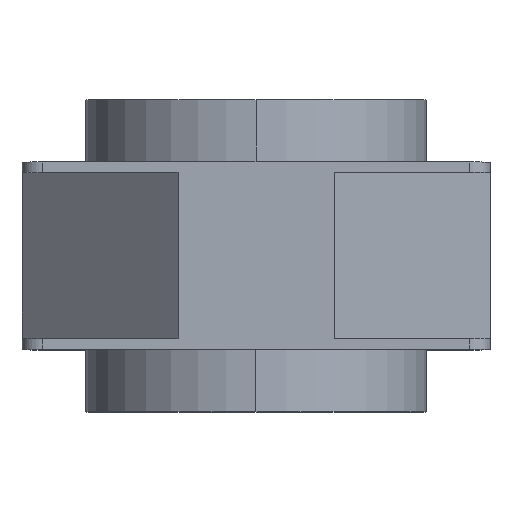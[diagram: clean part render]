
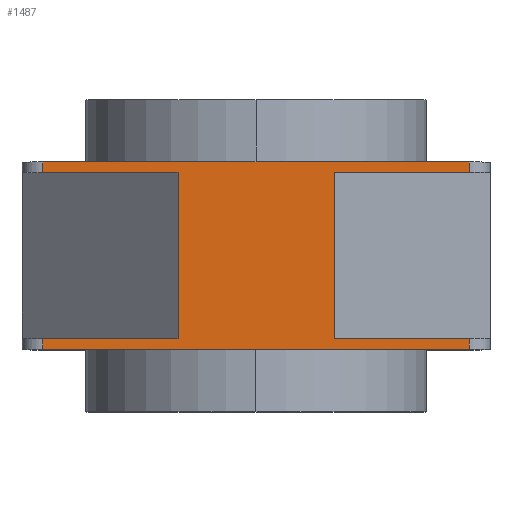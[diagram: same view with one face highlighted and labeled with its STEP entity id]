
A CAD part, top view. The second image highlights one B-rep face of the part: STEP entity #1487.
In plain terms, the highlighted planar face has unit normal (0, 0, 1).
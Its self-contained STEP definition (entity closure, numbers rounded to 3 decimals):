
#22 = EDGE_CURVE ( 'NONE', #263, #871, #230, .T. ) ;
#27 = EDGE_CURVE ( 'NONE', #93, #1205, #244, .T. ) ;
#32 = DIRECTION ( 'NONE',  ( 0., -1., 0. ) ) ;
#73 = CARTESIAN_POINT ( 'NONE',  ( 102.5, 85., 112.5 ) ) ;
#86 = DIRECTION ( 'NONE',  ( 1., 0., 0. ) ) ;
#93 = VERTEX_POINT ( 'NONE', #651 ) ;
#95 = VECTOR ( 'NONE', #1420, 1000. ) ;
#110 = CARTESIAN_POINT ( 'NONE',  ( 37.5, 5., 112.5 ) ) ;
#119 = ORIENTED_EDGE ( 'NONE', *, *, #27, .T. ) ;
#129 = DIRECTION ( 'NONE',  ( 1., 0., 0. ) ) ;
#144 = LINE ( 'NONE', #1280, #1600 ) ;
#178 = ORIENTED_EDGE ( 'NONE', *, *, #1478, .F. ) ;
#230 = LINE ( 'NONE', #415, #914 ) ;
#235 = ORIENTED_EDGE ( 'NONE', *, *, #1557, .F. ) ;
#244 = LINE ( 'NONE', #1380, #95 ) ;
#245 = ORIENTED_EDGE ( 'NONE', *, *, #340, .T. ) ;
#263 = VERTEX_POINT ( 'NONE', #1032 ) ;
#272 = CARTESIAN_POINT ( 'NONE',  ( -37.5, 5., 112.5 ) ) ;
#278 = DIRECTION ( 'NONE',  ( 1., 0., 0. ) ) ;
#293 = CARTESIAN_POINT ( 'NONE',  ( -102.5, 0., 112.5 ) ) ;
#309 = EDGE_LOOP ( 'NONE', ( #1960, #1850, #1639, #741, #119, #178, #235, #245, #1006, #828, #1525, #437 ) ) ;
#340 = EDGE_CURVE ( 'NONE', #1351, #723, #694, .T. ) ;
#341 = CARTESIAN_POINT ( 'NONE',  ( -102.5, 5., 112.5 ) ) ;
#350 = FACE_OUTER_BOUND ( 'NONE', #309, .T. ) ;
#355 = VERTEX_POINT ( 'NONE', #387 ) ;
#358 = CARTESIAN_POINT ( 'NONE',  ( -37.5, 85., 112.5 ) ) ;
#379 = CARTESIAN_POINT ( 'NONE',  ( -102.5, 5., 112.5 ) ) ;
#387 = CARTESIAN_POINT ( 'NONE',  ( 102.5, 0., 112.5 ) ) ;
#404 = VECTOR ( 'NONE', #278, 1000. ) ;
#415 = CARTESIAN_POINT ( 'NONE',  ( -102.5, 5., 112.5 ) ) ;
#422 = VERTEX_POINT ( 'NONE', #1524 ) ;
#437 = ORIENTED_EDGE ( 'NONE', *, *, #22, .T. ) ;
#438 = VECTOR ( 'NONE', #1349, 1000. ) ;
#441 = VECTOR ( 'NONE', #86, 1000. ) ;
#471 = VECTOR ( 'NONE', #652, 1000. ) ;
#510 = EDGE_CURVE ( 'NONE', #1945, #1682, #144, .T. ) ;
#528 = LINE ( 'NONE', #1485, #1999 ) ;
#544 = DIRECTION ( 'NONE',  ( 0., -1., 0. ) ) ;
#547 = DIRECTION ( 'NONE',  ( 1., 0., 0. ) ) ;
#594 = LINE ( 'NONE', #1455, #639 ) ;
#599 = DIRECTION ( 'NONE',  ( 0., -1., 0. ) ) ;
#611 = AXIS2_PLACEMENT_3D ( 'NONE', #341, #691, #544 ) ;
#639 = VECTOR ( 'NONE', #1790, 1000. ) ;
#651 = CARTESIAN_POINT ( 'NONE',  ( 37.5, 85., 112.5 ) ) ;
#652 = DIRECTION ( 'NONE',  ( 0., -1., 0. ) ) ;
#691 = DIRECTION ( 'NONE',  ( 0., 0., -1. ) ) ;
#694 = LINE ( 'NONE', #1957, #438 ) ;
#723 = VERTEX_POINT ( 'NONE', #1711 ) ;
#741 = ORIENTED_EDGE ( 'NONE', *, *, #1427, .F. ) ;
#808 = EDGE_CURVE ( 'NONE', #723, #1945, #1994, .T. ) ;
#817 = CARTESIAN_POINT ( 'NONE',  ( 102.5, 5., 112.5 ) ) ;
#827 = LINE ( 'NONE', #817, #471 ) ;
#828 = ORIENTED_EDGE ( 'NONE', *, *, #510, .T. ) ;
#871 = VERTEX_POINT ( 'NONE', #1027 ) ;
#886 = CARTESIAN_POINT ( 'NONE',  ( -102.5, 85., 112.5 ) ) ;
#914 = VECTOR ( 'NONE', #1892, 1000. ) ;
#984 = EDGE_CURVE ( 'NONE', #871, #355, #1085, .T. ) ;
#1006 = ORIENTED_EDGE ( 'NONE', *, *, #808, .T. ) ;
#1011 = VERTEX_POINT ( 'NONE', #110 ) ;
#1027 = CARTESIAN_POINT ( 'NONE',  ( -102.5, 0., 112.5 ) ) ;
#1030 = CARTESIAN_POINT ( 'NONE',  ( 102.5, 90., 112.5 ) ) ;
#1032 = CARTESIAN_POINT ( 'NONE',  ( -102.5, 5., 112.5 ) ) ;
#1058 = VECTOR ( 'NONE', #547, 1000. ) ;
#1085 = LINE ( 'NONE', #293, #404 ) ;
#1179 = EDGE_CURVE ( 'NONE', #422, #355, #827, .T. ) ;
#1180 = PLANE ( 'NONE',  #611 ) ;
#1196 = VECTOR ( 'NONE', #32, 1000. ) ;
#1205 = VERTEX_POINT ( 'NONE', #73 ) ;
#1237 = CARTESIAN_POINT ( 'NONE',  ( 102.5, 90., 112.5 ) ) ;
#1269 = EDGE_CURVE ( 'NONE', #263, #1682, #1989, .T. ) ;
#1280 = CARTESIAN_POINT ( 'NONE',  ( -37.5, 85., 112.5 ) ) ;
#1338 = LINE ( 'NONE', #1030, #1196 ) ;
#1349 = DIRECTION ( 'NONE',  ( 0., -1., 0. ) ) ;
#1351 = VERTEX_POINT ( 'NONE', #1400 ) ;
#1380 = CARTESIAN_POINT ( 'NONE',  ( -102.5, 85., 112.5 ) ) ;
#1400 = CARTESIAN_POINT ( 'NONE',  ( -102.5, 90., 112.5 ) ) ;
#1420 = DIRECTION ( 'NONE',  ( 1., 0., 0. ) ) ;
#1427 = EDGE_CURVE ( 'NONE', #93, #1011, #594, .T. ) ;
#1455 = CARTESIAN_POINT ( 'NONE',  ( 37.5, 85., 112.5 ) ) ;
#1478 = EDGE_CURVE ( 'NONE', #1755, #1205, #1338, .T. ) ;
#1485 = CARTESIAN_POINT ( 'NONE',  ( -102.5, 90., 112.5 ) ) ;
#1487 = ADVANCED_FACE ( 'NONE', ( #350 ), #1180, .F. ) ;
#1522 = DIRECTION ( 'NONE',  ( 1., 0., 0. ) ) ;
#1524 = CARTESIAN_POINT ( 'NONE',  ( 102.5, 5., 112.5 ) ) ;
#1525 = ORIENTED_EDGE ( 'NONE', *, *, #1269, .F. ) ;
#1557 = EDGE_CURVE ( 'NONE', #1351, #1755, #528, .T. ) ;
#1597 = CARTESIAN_POINT ( 'NONE',  ( -102.5, 5., 112.5 ) ) ;
#1600 = VECTOR ( 'NONE', #599, 1000. ) ;
#1639 = ORIENTED_EDGE ( 'NONE', *, *, #1803, .F. ) ;
#1682 = VERTEX_POINT ( 'NONE', #272 ) ;
#1711 = CARTESIAN_POINT ( 'NONE',  ( -102.5, 85., 112.5 ) ) ;
#1755 = VERTEX_POINT ( 'NONE', #1237 ) ;
#1790 = DIRECTION ( 'NONE',  ( 0., -1., 0. ) ) ;
#1803 = EDGE_CURVE ( 'NONE', #1011, #422, #2078, .T. ) ;
#1850 = ORIENTED_EDGE ( 'NONE', *, *, #1179, .F. ) ;
#1892 = DIRECTION ( 'NONE',  ( 0., -1., 0. ) ) ;
#1945 = VERTEX_POINT ( 'NONE', #358 ) ;
#1957 = CARTESIAN_POINT ( 'NONE',  ( -102.5, 90., 112.5 ) ) ;
#1960 = ORIENTED_EDGE ( 'NONE', *, *, #984, .T. ) ;
#1989 = LINE ( 'NONE', #379, #1058 ) ;
#1994 = LINE ( 'NONE', #886, #441 ) ;
#1999 = VECTOR ( 'NONE', #1522, 1000. ) ;
#2070 = VECTOR ( 'NONE', #129, 1000. ) ;
#2078 = LINE ( 'NONE', #1597, #2070 ) ;
